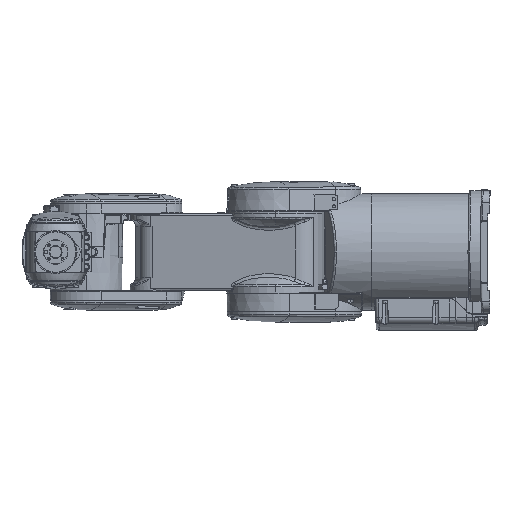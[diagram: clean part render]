
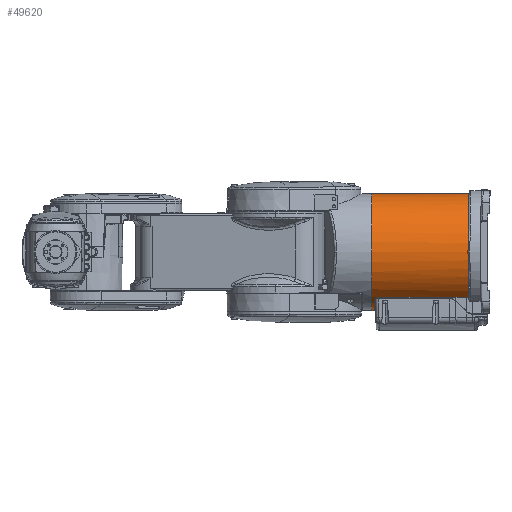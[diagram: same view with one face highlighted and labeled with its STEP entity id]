
A CAD part, left-side view. The second image highlights one B-rep face of the part: STEP entity #49620.
In plain terms, the highlighted cylindrical face has radius 95 mm (diameter 190 mm), a partial arc.
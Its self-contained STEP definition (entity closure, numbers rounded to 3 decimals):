
#1864 = VERTEX_POINT('',#1865);
#1865 = CARTESIAN_POINT('',(0.,188.,-95.));
#1872 = EDGE_CURVE('',#1864,#1873,#1875,.T.);
#1873 = VERTEX_POINT('',#1874);
#1874 = CARTESIAN_POINT('',(0.,193.,-95.));
#1875 = LINE('',#1876,#1877);
#1876 = CARTESIAN_POINT('',(0.,0.,-95.));
#1877 = VECTOR('',#1878,1.);
#1878 = DIRECTION('',(0.,1.,0.));
#1881 = VERTEX_POINT('',#1882);
#1882 = CARTESIAN_POINT('',(0.,193.,95.));
#1889 = EDGE_CURVE('',#1890,#1881,#1892,.T.);
#1890 = VERTEX_POINT('',#1891);
#1891 = CARTESIAN_POINT('',(0.,34.342,95.));
#1892 = LINE('',#1893,#1894);
#1893 = CARTESIAN_POINT('',(0.,0.,95.));
#1894 = VECTOR('',#1895,1.);
#1895 = DIRECTION('',(0.,1.,0.));
#38572 = VERTEX_POINT('',#38573);
#38573 = CARTESIAN_POINT('',(-56.327,186.655,-76.5));
#38580 = EDGE_CURVE('',#38581,#38572,#38583,.T.);
#38581 = VERTEX_POINT('',#38582);
#38582 = CARTESIAN_POINT('',(-56.327,188.,-76.5));
#38583 = LINE('',#38584,#38585);
#38584 = CARTESIAN_POINT('',(-56.327,188.,-76.5));
#38585 = VECTOR('',#38586,1.);
#38586 = DIRECTION('',(0.,-1.,0.));
#38638 = EDGE_CURVE('',#1864,#38581,#38639,.T.);
#38639 = CIRCLE('',#38640,95.);
#38640 = AXIS2_PLACEMENT_3D('',#38641,#38642,#38643);
#38641 = CARTESIAN_POINT('',(0.,188.,0.)
  );
#38642 = DIRECTION('',(0.,1.,0.));
#38643 = DIRECTION('',(0.,0.,-1.));
#38653 = EDGE_CURVE('',#38572,#38654,#38656,.T.);
#38654 = VERTEX_POINT('',#38655);
#38655 = CARTESIAN_POINT('',(-59.543,182.044,
    -74.024));
#38656 = B_SPLINE_CURVE_WITH_KNOTS('',3,(#38657,#38658,#38659,#38660,
    #38661,#38662,#38663,#38664,#38665,#38666,#38667,#38668,#38669,
    #38670,#38671,#38672,#38673,#38674,#38675,#38676,#38677,#38678,
    #38679,#38680,#38681,#38682),.UNSPECIFIED.,.F.,.F.,(4,1,2,2,2,1,1,1,
    2,2,2,1,1,2,2,4),(0.,0.125,0.188,0.25,0.375,0.438,0.469,0.484
    ,0.492,0.5,0.625,0.688,0.719,0.734,0.75,1.),
  .UNSPECIFIED.);
#38657 = CARTESIAN_POINT('',(-56.327,186.655,-76.5));
#38658 = CARTESIAN_POINT('',(-56.547,186.572,
    -76.338));
#38659 = CARTESIAN_POINT('',(-56.865,186.427,
    -76.102));
#38660 = CARTESIAN_POINT('',(-57.167,186.248,-75.875
    ));
#38661 = CARTESIAN_POINT('',(-57.364,186.122,
    -75.725));
#38662 = CARTESIAN_POINT('',(-57.461,186.056,
    -75.652));
#38663 = CARTESIAN_POINT('',(-57.748,185.843,
    -75.433));
#38664 = CARTESIAN_POINT('',(-57.928,185.689,
    -75.296));
#38665 = CARTESIAN_POINT('',(-58.179,185.439,
    -75.102));
#38666 = CARTESIAN_POINT('',(-58.299,185.31,
    -75.008));
#38667 = CARTESIAN_POINT('',(-58.432,185.151,
    -74.904));
#38668 = CARTESIAN_POINT('',(-58.497,185.07,
    -74.854));
#38669 = CARTESIAN_POINT('',(-58.524,185.034,
    -74.833));
#38670 = CARTESIAN_POINT('',(-58.542,185.011,
    -74.818));
#38671 = CARTESIAN_POINT('',(-58.55,185.,
    -74.812));
#38672 = CARTESIAN_POINT('',(-58.72,184.775,
    -74.68));
#38673 = CARTESIAN_POINT('',(-58.859,184.554,
    -74.569));
#38674 = CARTESIAN_POINT('',(-59.04,184.212,
    -74.426));
#38675 = CARTESIAN_POINT('',(-59.123,184.038,
    -74.36));
#38676 = CARTESIAN_POINT('',(-59.207,183.83,
    -74.293));
#38677 = CARTESIAN_POINT('',(-59.241,183.739,
    -74.267));
#38678 = CARTESIAN_POINT('',(-59.263,183.679,
    -74.249));
#38679 = CARTESIAN_POINT('',(-59.273,183.65,
    -74.241));
#38680 = CARTESIAN_POINT('',(-59.457,183.102,
    -74.094));
#38681 = CARTESIAN_POINT('',(-59.543,182.577,
    -74.024));
#38682 = CARTESIAN_POINT('',(-59.543,182.044,
    -74.024));
#38714 = VERTEX_POINT('',#38715);
#38715 = CARTESIAN_POINT('',(-59.543,66.213,
    -74.024));
#38721 = EDGE_CURVE('',#38654,#38714,#38722,.T.);
#38722 = LINE('',#38723,#38724);
#38723 = CARTESIAN_POINT('',(-59.543,0.,-74.024));
#38724 = VECTOR('',#38725,1.);
#38725 = DIRECTION('',(0.,-1.,0.));
#38738 = VERTEX_POINT('',#38739);
#38739 = CARTESIAN_POINT('',(-59.621,55.607,
    -73.962));
#38745 = EDGE_CURVE('',#38714,#38738,#38746,.T.);
#38746 = B_SPLINE_CURVE_WITH_KNOTS('',3,(#38747,#38748,#38749,#38750,
    #38751,#38752),.UNSPECIFIED.,.F.,.F.,(4,2,4),(0.,0.682,
    1.045),.UNSPECIFIED.);
#38747 = CARTESIAN_POINT('',(-59.543,66.213,
    -74.024));
#38748 = CARTESIAN_POINT('',(-59.543,63.941,
    -74.024));
#38749 = CARTESIAN_POINT('',(-59.552,61.547,
    -74.017));
#38750 = CARTESIAN_POINT('',(-59.584,58.078,
    -73.991));
#38751 = CARTESIAN_POINT('',(-59.6,56.803,
    -73.979));
#38752 = CARTESIAN_POINT('',(-59.621,55.607,
    -73.962));
#39958 = EDGE_CURVE('',#1881,#1873,#39959,.T.);
#39959 = CIRCLE('',#39960,95.);
#39960 = AXIS2_PLACEMENT_3D('',#39961,#39962,#39963);
#39961 = CARTESIAN_POINT('',(0.,193.,0.));
#39962 = DIRECTION('',(0.,-1.,0.));
#39963 = DIRECTION('',(0.,0.,1.));
#39977 = VERTEX_POINT('',#39978);
#39978 = CARTESIAN_POINT('',(-95.,36.,0.));
#40000 = EDGE_CURVE('',#39977,#1890,#40001,.T.);
#40001 = ( BOUNDED_CURVE() B_SPLINE_CURVE(3,(#40002,#40003,#40004,#40005
),.UNSPECIFIED.,.F.,.F.) B_SPLINE_CURVE_WITH_KNOTS((4,4),(4.712
,6.283),.PIECEWISE_BEZIER_KNOTS.) CURVE() 
GEOMETRIC_REPRESENTATION_ITEM() RATIONAL_B_SPLINE_CURVE((1.,
0.805,0.805,1.)) REPRESENTATION_ITEM('') );
#40002 = CARTESIAN_POINT('',(-95.,36.,0.));
#40003 = CARTESIAN_POINT('',(-95.,35.029,
    55.65));
#40004 = CARTESIAN_POINT('',(-55.65,34.342,95.));
#40005 = CARTESIAN_POINT('',(0.,34.342,95.));
#41105 = EDGE_CURVE('',#41106,#39977,#41108,.T.);
#41106 = VERTEX_POINT('',#41107);
#41107 = CARTESIAN_POINT('',(-59.969,34.714,
    -73.68));
#41108 = ( BOUNDED_CURVE() B_SPLINE_CURVE(3,(#41109,#41110,#41111,#41112
),.UNSPECIFIED.,.F.,.F.) B_SPLINE_CURVE_WITH_KNOTS((4,4),(3.825
,4.712),.PIECEWISE_BEZIER_KNOTS.) CURVE() 
GEOMETRIC_REPRESENTATION_ITEM() RATIONAL_B_SPLINE_CURVE((1.,
0.935,0.935,1.)) REPRESENTATION_ITEM('') );
#41109 = CARTESIAN_POINT('',(-59.969,34.714,
    -73.68));
#41110 = CARTESIAN_POINT('',(-82.517,35.034,
    -55.328));
#41111 = CARTESIAN_POINT('',(-95.,35.493,
    -29.072));
#41112 = CARTESIAN_POINT('',(-95.,36.,0.));
#41134 = VERTEX_POINT('',#41135);
#41135 = CARTESIAN_POINT('',(-59.917,38.893,
    -73.722));
#41141 = EDGE_CURVE('',#38738,#41134,#41142,.T.);
#41142 = ( BOUNDED_CURVE() B_SPLINE_CURVE(3,(#41143,#41144,#41145,#41146
),.UNSPECIFIED.,.F.,.F.) B_SPLINE_CURVE_WITH_KNOTS((4,4),(2.267
,2.271),.PIECEWISE_BEZIER_KNOTS.) CURVE() 
GEOMETRIC_REPRESENTATION_ITEM() RATIONAL_B_SPLINE_CURVE((1.,
1.,1.,1.)) REPRESENTATION_ITEM('') );
#41143 = CARTESIAN_POINT('',(-59.621,55.607,
    -73.962));
#41144 = CARTESIAN_POINT('',(-59.72,50.026,
    -73.882));
#41145 = CARTESIAN_POINT('',(-59.818,44.455,
    -73.802));
#41146 = CARTESIAN_POINT('',(-59.917,38.893,
    -73.722));
#43354 = EDGE_CURVE('',#41106,#41134,#43355,.T.);
#43355 = B_SPLINE_CURVE_WITH_KNOTS('',3,(#43356,#43357,#43358,#43359,
    #43360,#43361),.UNSPECIFIED.,.F.,.F.,(4,2,4),(-0.415,
    -0.197,0.),.UNSPECIFIED.);
#43356 = CARTESIAN_POINT('',(-59.969,34.714,
    -73.68));
#43357 = CARTESIAN_POINT('',(-59.963,35.439,
    -73.685));
#43358 = CARTESIAN_POINT('',(-59.956,36.177,
    -73.691));
#43359 = CARTESIAN_POINT('',(-59.938,37.561,
    -73.705));
#43360 = CARTESIAN_POINT('',(-59.929,38.236,
    -73.713));
#43361 = CARTESIAN_POINT('',(-59.917,38.893,
    -73.722));
#49620 = ADVANCED_FACE('',(#49621),#49635,.T.);
#49621 = FACE_BOUND('',#49622,.T.);
#49622 = EDGE_LOOP('',(#49623,#49624,#49625,#49626,#49627,#49628,#49629,
    #49630,#49631,#49632,#49633,#49634));
#49623 = ORIENTED_EDGE('',*,*,#1872,.F.);
#49624 = ORIENTED_EDGE('',*,*,#38638,.T.);
#49625 = ORIENTED_EDGE('',*,*,#38580,.T.);
#49626 = ORIENTED_EDGE('',*,*,#38653,.T.);
#49627 = ORIENTED_EDGE('',*,*,#38721,.T.);
#49628 = ORIENTED_EDGE('',*,*,#38745,.T.);
#49629 = ORIENTED_EDGE('',*,*,#41141,.T.);
#49630 = ORIENTED_EDGE('',*,*,#43354,.F.);
#49631 = ORIENTED_EDGE('',*,*,#41105,.T.);
#49632 = ORIENTED_EDGE('',*,*,#40000,.T.);
#49633 = ORIENTED_EDGE('',*,*,#1889,.T.);
#49634 = ORIENTED_EDGE('',*,*,#39958,.T.);
#49635 = CYLINDRICAL_SURFACE('',#49636,95.);
#49636 = AXIS2_PLACEMENT_3D('',#49637,#49638,#49639);
#49637 = CARTESIAN_POINT('',(0.,0.,0.));
#49638 = DIRECTION('',(0.,1.,0.));
#49639 = DIRECTION('',(0.,-0.,1.));
